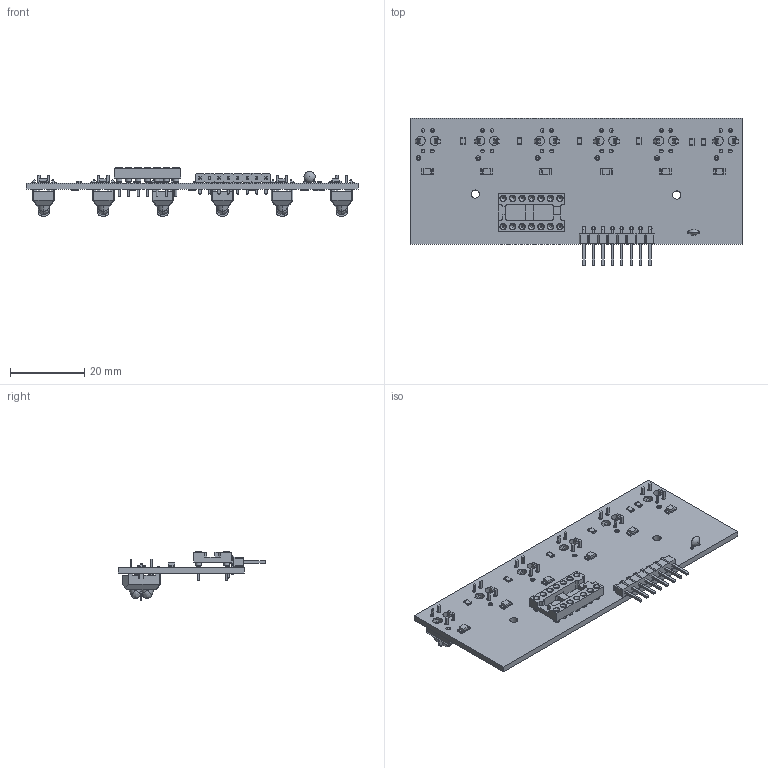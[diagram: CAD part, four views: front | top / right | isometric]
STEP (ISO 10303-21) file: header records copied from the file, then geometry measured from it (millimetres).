
FILE_DESCRIPTION(('KiCad electronic assembly'),'2;1');
FILE_NAME('modulo_sensor.step','2024-11-22T16:22:54',('Pcbnew'),('Kicad' ),'Open CASCADE STEP processor 7.8','KiCad to STEP converter', 'Unknown');
FILE_SCHEMA(('AUTOMOTIVE_DESIGN { 1 0 10303 214 1 1 1 1 }'));
Length unit declared in the file: millimetre
Products named in the file (14): modulo_sensor 1; PinHeader_1x08_P2.54mm_Horizontal; PinHeader_1x08_P254mm_Horizontal; R_0805_2012Metric; LED_1206_3216Metric; DIP-14_W7.62mm_Socket; DIP_14_W762mm_Socket; C_Disc_D3.0mm_W1.6mm_P2.50mm; C_Disc_D30mm_W16mm_P250mm; TCRT5000; modulo_sensor_PCB
Assembly tree (40 placements, depth 3):
  modulo_sensor 1
    PinHeader_1x08_P2.54mm_Horizontal
      PinHeader_1x08_P254mm_Horizontal
    R_0805_2012Metric  x18
      R_0805_2012Metric
    LED_1206_3216Metric  x6
      LED_1206_3216Metric
    DIP-14_W7.62mm_Socket
      DIP_14_W762mm_Socket
    C_Disc_D3.0mm_W1.6mm_P2.50mm
      C_Disc_D30mm_W16mm_P250mm
    TCRT5000  x6
      TCRT5000
    modulo_sensor_PCB
Bounding box: 89.14 x 39.62 x 12.91 mm (x, y, z)
Volume: 6680.2 mm3; surface area: 10316.4 mm2
Topology: 70 solids, 70 shells, 2529 faces, 6569 edges, 4244 vertices
Faces by surface type: plane 1955, cylinder 492, cone 54, bspline 24, revolution 2, sphere 2
Full cylindrical faces by diameter (mm): 0.5 x2, 0.508 x28, 0.8 x16, 1 x32, 1.3 x6, 1.524 x14, 1.724 x14, 2.2 x2, 2.5 x12
Entity records: 55555 total; most frequent: CARTESIAN_POINT 12122, DIRECTION 7465, LINE 4859, VECTOR 4859, ORIENTED_EDGE 3854, PCURVE 3854, DEFINITIONAL_REPRESENTATION 3854, EDGE_CURVE 1927
